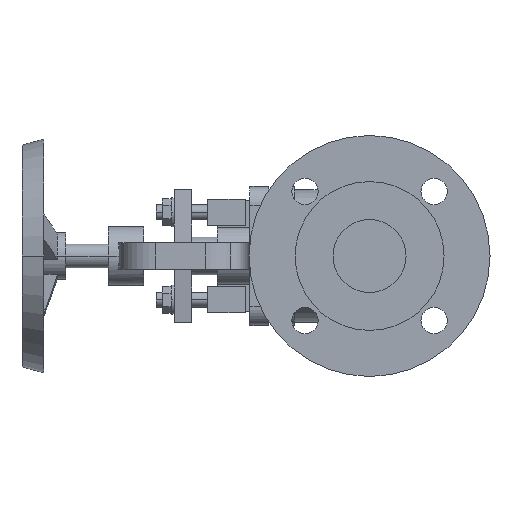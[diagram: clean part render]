
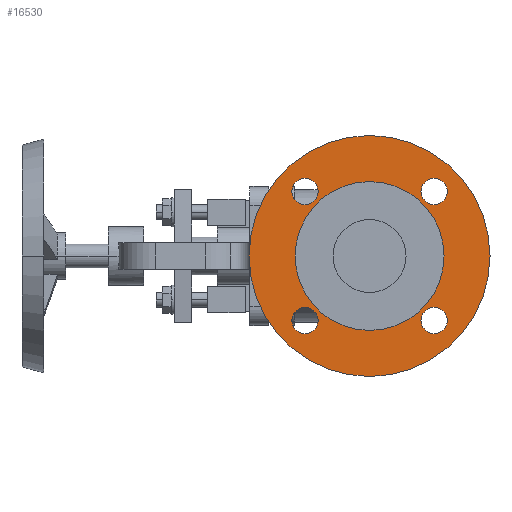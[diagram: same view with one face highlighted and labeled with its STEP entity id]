
A CAD part, left-side view. The second image highlights one B-rep face of the part: STEP entity #16530.
In plain terms, the highlighted planar face has unit normal (-1, 0, 0).
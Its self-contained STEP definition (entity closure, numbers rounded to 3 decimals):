
#8050=CARTESIAN_POINT('',(3.,0.,-82.5));
#8060=VERTEX_POINT('',#8050);
#8220=CARTESIAN_POINT('',(3.,0.,82.5));
#8230=VERTEX_POINT('',#8220);
#8260=CARTESIAN_POINT('',(3.,0.,0.));
#8270=DIRECTION('',(1.,0.,0.));
#8280=DIRECTION('',(0.,0.,-1.));
#8290=AXIS2_PLACEMENT_3D('',#8260,#8270,#8280);
#8300=CIRCLE('',#8290,82.5);
#8310=EDGE_CURVE('',#8060,#8230,#8300,.T.);
#8470=CARTESIAN_POINT('',(3.,44.194,-35.194));
#8480=VERTEX_POINT('',#8470);
#8510=CARTESIAN_POINT('',(3.,44.194,-44.194));
#8520=DIRECTION('',(-1.,0.,0.));
#8530=DIRECTION('',(0.,0.,-1.));
#8540=AXIS2_PLACEMENT_3D('',#8510,#8520,#8530);
#8550=CIRCLE('',#8540,9.);
#8560=CARTESIAN_POINT('',(3.,44.194,-53.194));
#8570=VERTEX_POINT('',#8560);
#8580=EDGE_CURVE('',#8570,#8480,#8550,.T.);
#8890=CARTESIAN_POINT('',(3.,-44.194,-35.194));
#8900=VERTEX_POINT('',#8890);
#8930=CARTESIAN_POINT('',(3.,-44.194,-44.194));
#8940=DIRECTION('',(-1.,0.,0.));
#8950=DIRECTION('',(0.,0.,-1.));
#8960=AXIS2_PLACEMENT_3D('',#8930,#8940,#8950);
#8970=CIRCLE('',#8960,9.);
#8980=CARTESIAN_POINT('',(3.,-44.194,-53.194));
#8990=VERTEX_POINT('',#8980);
#9000=EDGE_CURVE('',#8990,#8900,#8970,.T.);
#9310=CARTESIAN_POINT('',(3.,-44.194,35.194));
#9320=VERTEX_POINT('',#9310);
#9350=CARTESIAN_POINT('',(3.,-44.194,44.194));
#9360=DIRECTION('',(-1.,0.,0.));
#9370=DIRECTION('',(0.,0.,-1.));
#9380=AXIS2_PLACEMENT_3D('',#9350,#9360,#9370);
#9390=CIRCLE('',#9380,9.);
#9400=CARTESIAN_POINT('',(3.,-44.194,53.194));
#9410=VERTEX_POINT('',#9400);
#9420=EDGE_CURVE('',#9410,#9320,#9390,.T.);
#9730=CARTESIAN_POINT('',(3.,44.194,35.194));
#9740=VERTEX_POINT('',#9730);
#9770=CARTESIAN_POINT('',(3.,44.194,44.194));
#9780=DIRECTION('',(-1.,0.,0.));
#9790=DIRECTION('',(0.,0.,-1.));
#9800=AXIS2_PLACEMENT_3D('',#9770,#9780,#9790);
#9810=CIRCLE('',#9800,9.);
#9820=CARTESIAN_POINT('',(3.,44.194,53.194));
#9830=VERTEX_POINT('',#9820);
#9840=EDGE_CURVE('',#9830,#9740,#9810,.T.);
#10150=CARTESIAN_POINT('',(3.,51.,0.));
#10160=VERTEX_POINT('',#10150);
#10320=CARTESIAN_POINT('',(3.,-51.,0.));
#10330=VERTEX_POINT('',#10320);
#10360=CARTESIAN_POINT('',(3.,0.,0.));
#10370=DIRECTION('',(-1.,0.,0.));
#10380=DIRECTION('',(0.,1.,0.));
#10390=AXIS2_PLACEMENT_3D('',#10360,#10370,#10380);
#10400=CIRCLE('',#10390,51.);
#10410=EDGE_CURVE('',#10160,#10330,#10400,.T.);
#16180=CARTESIAN_POINT('',(3.,66.75,0.));
#16190=DIRECTION('',(1.,0.,0.));
#16200=DIRECTION('',(0.,-1.,0.));
#16210=AXIS2_PLACEMENT_3D('',#16180,#16190,#16200);
#16220=PLANE('',#16210);
#16230=EDGE_CURVE('',#8480,#8570,#8550,.T.);
#16240=ORIENTED_EDGE('',*,*,#16230,.F.);
#16250=ORIENTED_EDGE('',*,*,#8580,.F.);
#16260=EDGE_LOOP('',(#16250,#16240));
#16270=FACE_BOUND('',#16260,.T.);
#16280=ORIENTED_EDGE('',*,*,#9000,.F.);
#16290=EDGE_CURVE('',#8900,#8990,#8970,.T.);
#16300=ORIENTED_EDGE('',*,*,#16290,.F.);
#16310=EDGE_LOOP('',(#16300,#16280));
#16320=FACE_BOUND('',#16310,.T.);
#16330=EDGE_CURVE('',#9320,#9410,#9390,.T.);
#16340=ORIENTED_EDGE('',*,*,#16330,.F.);
#16350=ORIENTED_EDGE('',*,*,#9420,.F.);
#16360=EDGE_LOOP('',(#16350,#16340));
#16370=FACE_BOUND('',#16360,.T.);
#16380=ORIENTED_EDGE('',*,*,#9840,.F.);
#16390=EDGE_CURVE('',#9740,#9830,#9810,.T.);
#16400=ORIENTED_EDGE('',*,*,#16390,.F.);
#16410=EDGE_LOOP('',(#16400,#16380));
#16420=FACE_BOUND('',#16410,.T.);
#16430=EDGE_CURVE('',#8230,#8060,#8300,.T.);
#16440=ORIENTED_EDGE('',*,*,#16430,.F.);
#16450=ORIENTED_EDGE('',*,*,#8310,.F.);
#16460=EDGE_LOOP('',(#16450,#16440));
#16470=FACE_OUTER_BOUND('',#16460,.T.);
#16480=EDGE_CURVE('',#10330,#10160,#10400,.T.);
#16490=ORIENTED_EDGE('',*,*,#16480,.F.);
#16500=ORIENTED_EDGE('',*,*,#10410,.F.);
#16510=EDGE_LOOP('',(#16500,#16490));
#16520=FACE_BOUND('',#16510,.T.);
#16530=ADVANCED_FACE('',(#16270,#16320,#16370,#16420,#16470,#16520),
#16220,.F.);
